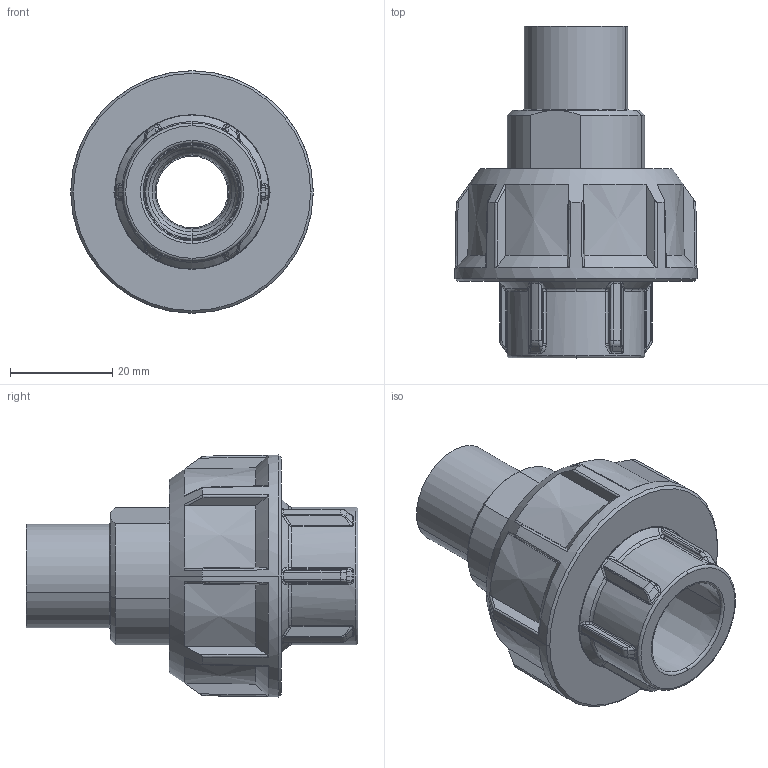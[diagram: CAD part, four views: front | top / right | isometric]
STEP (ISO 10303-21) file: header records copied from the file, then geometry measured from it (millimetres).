
FILE_DESCRIPTION(('STEP AP214'),'1');
FILE_NAME('birxm020012f.stp','2018-02-12T14:28:41',('TraceParts'),('TraceParts S.A.'),'Spatial InterOp 3D',' ',' ');
FILE_SCHEMA(('automotive_design'));
Length unit declared in the file: millimetre
Products named in the file (3): birxm020012f_1; birxm020012f_2; birxm020012f_3
Bounding box: 47.48 x 65 x 47.48 mm (x, y, z)
Volume: 41189 mm3; surface area: 18571.5 mm2
Topology: 3 solids, 3 shells, 341 faces, 844 edges, 516 vertices
Faces by surface type: bspline 104, cylinder 80, torus 64, cone 50, plane 43
Entity records: 15409 total; most frequent: CARTESIAN_POINT 5139, ORIENTED_EDGE 1688, DIRECTION 1438, EDGE_CURVE 844, AXIS2_PLACEMENT_3D 658, VERTEX_POINT 516, CIRCLE 418, EDGE_LOOP 354
